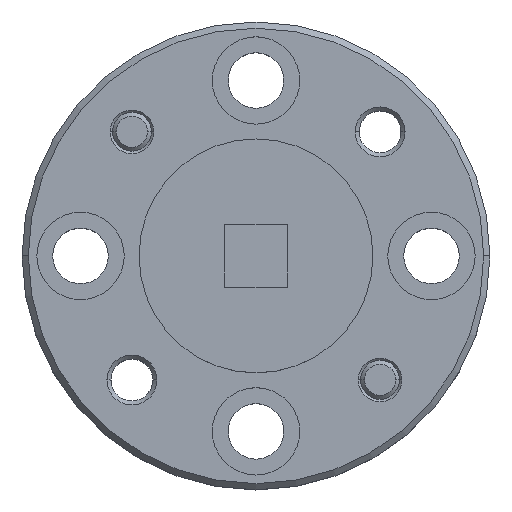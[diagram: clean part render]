
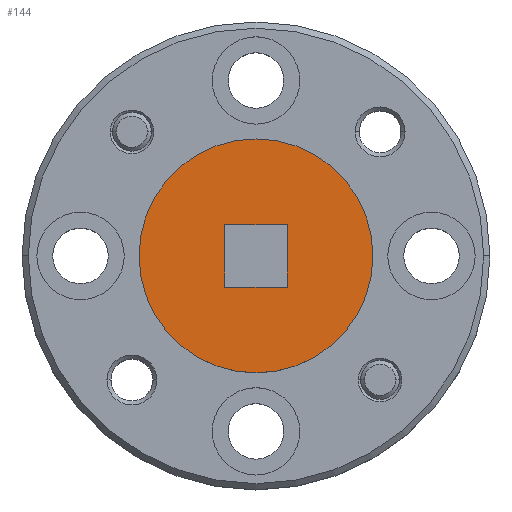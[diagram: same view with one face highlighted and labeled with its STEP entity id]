
A CAD part, top view. The second image highlights one B-rep face of the part: STEP entity #144.
In plain terms, the highlighted planar face has unit normal (0, 0, 1).
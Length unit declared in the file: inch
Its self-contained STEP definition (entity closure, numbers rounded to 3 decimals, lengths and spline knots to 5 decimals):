
#23 = DIRECTION ( 'NONE',  ( 0., 0., 1. ) ) ;
#53 = VECTOR ( 'NONE', #836, 39.37008 ) ;
#104 = EDGE_CURVE ( 'NONE', #427, #474, #1608, .T. ) ;
#144 = ADVANCED_FACE ( 'NONE', ( #643, #1789 ), #1951, .T. ) ;
#177 = CARTESIAN_POINT ( 'NONE',  ( -0.05, 0.05, 0. ) ) ;
#236 = DIRECTION ( 'NONE',  ( 0., 0., 1. ) ) ;
#269 = CARTESIAN_POINT ( 'NONE',  ( -0.05, 0.05, 0. ) ) ;
#302 = LINE ( 'NONE', #2413, #311 ) ;
#308 = VECTOR ( 'NONE', #2121, 39.37008 ) ;
#311 = VECTOR ( 'NONE', #1061, 39.37008 ) ;
#344 = EDGE_LOOP ( 'NONE', ( #1208, #1614, #2222, #486 ) ) ;
#363 = CARTESIAN_POINT ( 'NONE',  ( -0.05, -0.05, 0. ) ) ;
#427 = VERTEX_POINT ( 'NONE', #1314 ) ;
#443 = DIRECTION ( 'NONE',  ( 1., 0., 0. ) ) ;
#449 = VERTEX_POINT ( 'NONE', #363 ) ;
#474 = VERTEX_POINT ( 'NONE', #2064 ) ;
#486 = ORIENTED_EDGE ( 'NONE', *, *, #2436, .F. ) ;
#490 = EDGE_CURVE ( 'NONE', #967, #2278, #1723, .T. ) ;
#564 = CARTESIAN_POINT ( 'NONE',  ( 0.05, 0.05, 0. ) ) ;
#573 = EDGE_CURVE ( 'NONE', #474, #427, #2058, .T. ) ;
#599 = LINE ( 'NONE', #269, #53 ) ;
#643 = FACE_BOUND ( 'NONE', #344, .T. ) ;
#658 = DIRECTION ( 'NONE',  ( 1., 0., 0. ) ) ;
#725 = ORIENTED_EDGE ( 'NONE', *, *, #104, .T. ) ;
#754 = CARTESIAN_POINT ( 'NONE',  ( 0., 0., 0. ) ) ;
#768 = EDGE_LOOP ( 'NONE', ( #2324, #725 ) ) ;
#770 = VECTOR ( 'NONE', #1428, 39.37008 ) ;
#792 = EDGE_CURVE ( 'NONE', #449, #967, #302, .T. ) ;
#836 = DIRECTION ( 'NONE',  ( 0., -1., 0. ) ) ;
#967 = VERTEX_POINT ( 'NONE', #1967 ) ;
#1061 = DIRECTION ( 'NONE',  ( 1., 0., 0. ) ) ;
#1208 = ORIENTED_EDGE ( 'NONE', *, *, #490, .F. ) ;
#1272 = CARTESIAN_POINT ( 'NONE',  ( 0.05, 0.05, 0. ) ) ;
#1314 = CARTESIAN_POINT ( 'NONE',  ( -0.1875, 0., 0. ) ) ;
#1407 = VERTEX_POINT ( 'NONE', #177 ) ;
#1416 = AXIS2_PLACEMENT_3D ( 'NONE', #2358, #2176, #658 ) ;
#1428 = DIRECTION ( 'NONE',  ( -1., 0., 0. ) ) ;
#1441 = LINE ( 'NONE', #1810, #770 ) ;
#1608 = CIRCLE ( 'NONE', #1972, 0.1875 ) ;
#1614 = ORIENTED_EDGE ( 'NONE', *, *, #792, .F. ) ;
#1704 = EDGE_CURVE ( 'NONE', #1407, #449, #599, .T. ) ;
#1723 = LINE ( 'NONE', #564, #308 ) ;
#1789 = FACE_OUTER_BOUND ( 'NONE', #768, .T. ) ;
#1810 = CARTESIAN_POINT ( 'NONE',  ( -0.05, 0.05, 0. ) ) ;
#1951 = PLANE ( 'NONE',  #1416 ) ;
#1967 = CARTESIAN_POINT ( 'NONE',  ( 0.05, -0.05, 0. ) ) ;
#1969 = CARTESIAN_POINT ( 'NONE',  ( 0., 0., 0. ) ) ;
#1972 = AXIS2_PLACEMENT_3D ( 'NONE', #754, #23, #2124 ) ;
#2058 = CIRCLE ( 'NONE', #2422, 0.1875 ) ;
#2064 = CARTESIAN_POINT ( 'NONE',  ( 0.1875, 0., 0. ) ) ;
#2121 = DIRECTION ( 'NONE',  ( 0., 1., 0. ) ) ;
#2124 = DIRECTION ( 'NONE',  ( 1., 0., 0. ) ) ;
#2176 = DIRECTION ( 'NONE',  ( 0., 0., 1. ) ) ;
#2222 = ORIENTED_EDGE ( 'NONE', *, *, #1704, .F. ) ;
#2278 = VERTEX_POINT ( 'NONE', #1272 ) ;
#2324 = ORIENTED_EDGE ( 'NONE', *, *, #573, .T. ) ;
#2358 = CARTESIAN_POINT ( 'NONE',  ( 0., 0., 0. ) ) ;
#2413 = CARTESIAN_POINT ( 'NONE',  ( -0.05, -0.05, 0. ) ) ;
#2422 = AXIS2_PLACEMENT_3D ( 'NONE', #1969, #236, #443 ) ;
#2436 = EDGE_CURVE ( 'NONE', #2278, #1407, #1441, .T. ) ;
